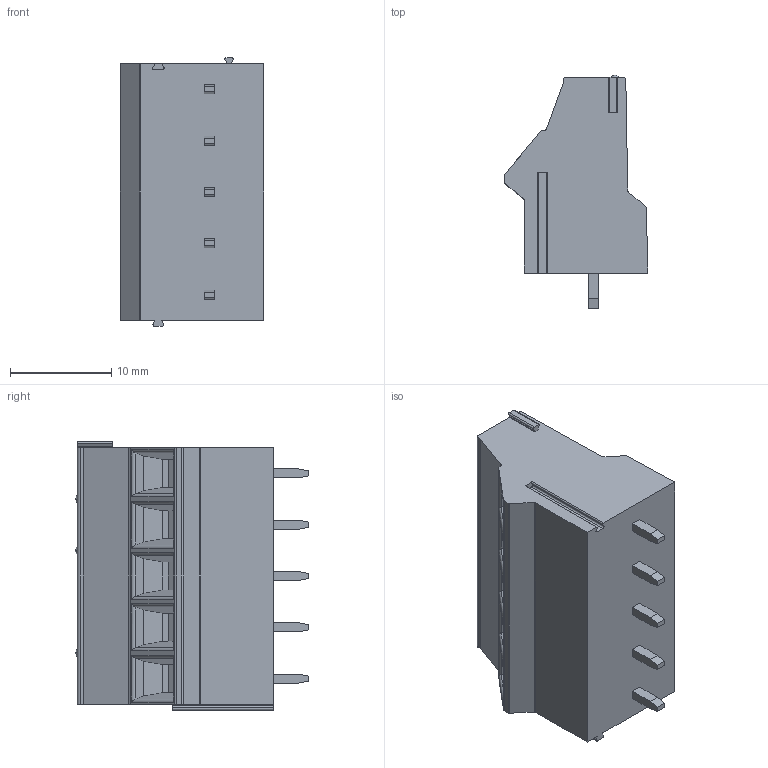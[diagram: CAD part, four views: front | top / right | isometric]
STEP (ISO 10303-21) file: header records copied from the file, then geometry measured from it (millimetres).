
FILE_DESCRIPTION((''),'2;1');
FILE_NAME('PRT0053','2025-01-17T',('yanfa'),(''),'PRO/ENGINEER BY PARAMETRIC TECHNOLOGY CORPORATION, 2009280','PRO/ENGINEER BY PARAMETRIC TECHNOLOGY CORPORATION, 2009280','');
FILE_SCHEMA(('AUTOMOTIVE_DESIGN_CC2 { 1 2 10303 214 -1 1 5 2 }'));
Length unit declared in the file: millimetre
Products named in the file (1): PRT0053
Bounding box: 14.25 x 23.1 x 26.56 mm (x, y, z)
Volume: 4663.4 mm3; surface area: 2480.9 mm2
Topology: 1 solids, 1 shells, 220 faces, 599 edges, 393 vertices
Faces by surface type: plane 145, cylinder 59, torus 10, sphere 6
Entity records: 7029 total; most frequent: CARTESIAN_POINT 1444, ORIENTED_EDGE 1186, DIRECTION 1113, EDGE_CURVE 593, VECTOR 413, LINE 413, VERTEX_POINT 393, AXIS2_PLACEMENT_3D 350
